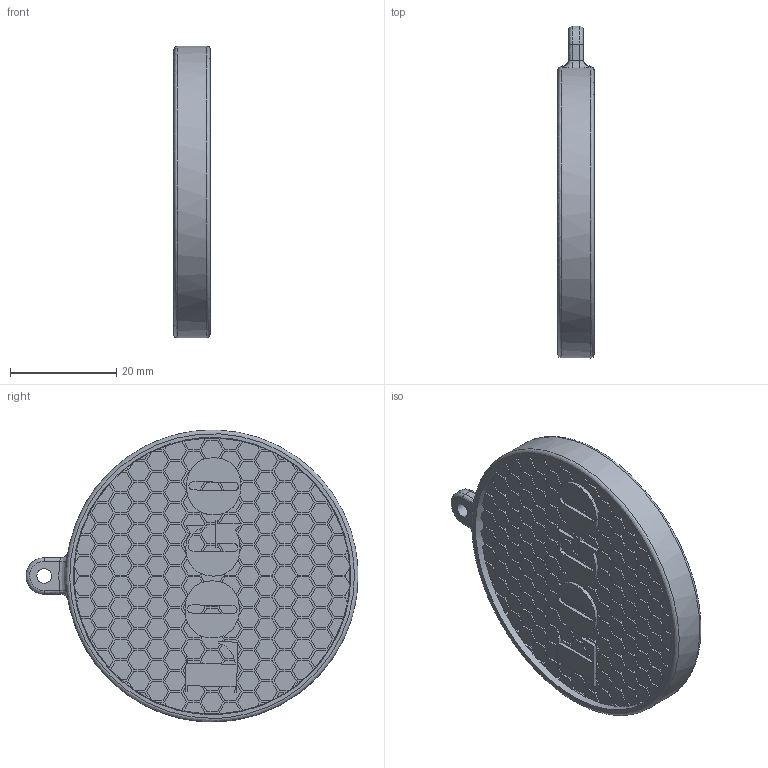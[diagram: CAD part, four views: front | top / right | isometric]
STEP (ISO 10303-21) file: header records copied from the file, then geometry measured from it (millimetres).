
FILE_DESCRIPTION(('FreeCAD Model'),'2;1');
FILE_NAME('Open CASCADE Shape Model','2025-04-25T16:01:51',('FreeCAD'),( 'FreeCAD'),'Open CASCADE STEP processor 7.6','FreeCAD','Unknown');
FILE_SCHEMA(('AUTOMOTIVE_DESIGN { 1 0 10303 214 1 1 1 1 }'));
Products named in the file (1): Open CASCADE STEP translator 7.6 1
Bounding box: 6.88 x 62.56 x 55.02 mm (x, y, z)
Volume: 10270.2 mm3; surface area: 19753.5 mm2
Topology: 11 solids, 11 shells, 2530 faces, 6731 edges, 4482 vertices
Faces by surface type: bspline 2530
Entity records: 71631 total; most frequent: CARTESIAN_POINT 29811, ORIENTED_EDGE 13462, EDGE_CURVE 6731, B_SPLINE_CURVE_WITH_KNOTS 6469, VERTEX_POINT 4482, FACE_BOUND 2801, EDGE_LOOP 2801, ADVANCED_FACE 2530
